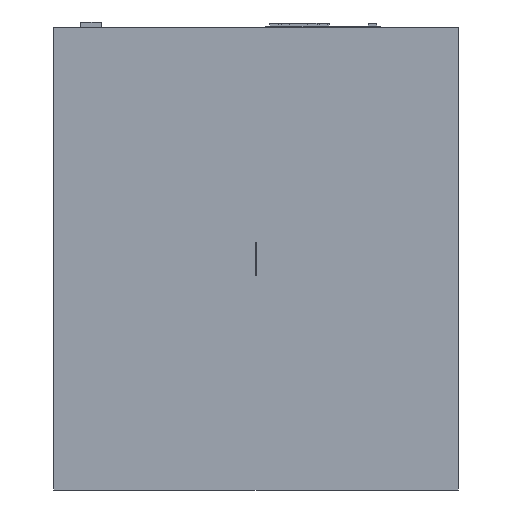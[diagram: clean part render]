
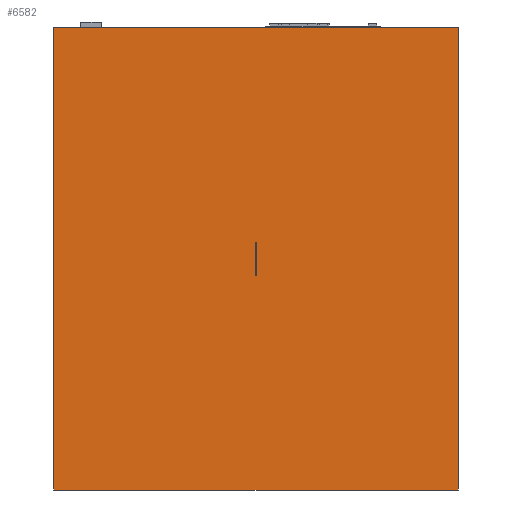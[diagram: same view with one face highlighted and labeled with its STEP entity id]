
A CAD part, front view. The second image highlights one B-rep face of the part: STEP entity #6582.
In plain terms, the highlighted planar face has unit normal (0, -1, 0).
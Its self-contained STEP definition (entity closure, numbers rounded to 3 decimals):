
#6 = CARTESIAN_POINT ( 'NONE',  ( 0., -900., 370.963 ) ) ;
#148 = VECTOR ( 'NONE', #7990, 1000. ) ;
#320 = VERTEX_POINT ( 'NONE', #6 ) ;
#1303 = LINE ( 'NONE', #9677, #10538 ) ;
#1454 = LINE ( 'NONE', #12354, #3818 ) ;
#2206 = EDGE_CURVE ( 'NONE', #7124, #3481, #7396, .T. ) ;
#2726 = VECTOR ( 'NONE', #16902, 1000. ) ;
#2838 = LINE ( 'NONE', #16724, #2726 ) ;
#2896 = CARTESIAN_POINT ( 'NONE',  ( -350., -900., 0. ) ) ;
#3441 = CARTESIAN_POINT ( 'NONE',  ( -350., -900., 800. ) ) ;
#3481 = VERTEX_POINT ( 'NONE', #10854 ) ;
#3818 = VECTOR ( 'NONE', #16336, 1000. ) ;
#4611 = DIRECTION ( 'NONE',  ( 1., 0., 0. ) ) ;
#5235 = VERTEX_POINT ( 'NONE', #5792 ) ;
#5325 = CARTESIAN_POINT ( 'NONE',  ( -1.401, -900., 0. ) ) ;
#5427 = EDGE_LOOP ( 'NONE', ( #8646, #11146, #16617, #15771 ) ) ;
#5792 = CARTESIAN_POINT ( 'NONE',  ( 350., -900., 0. ) ) ;
#5897 = VECTOR ( 'NONE', #13867, 1000. ) ;
#5944 = EDGE_CURVE ( 'NONE', #13534, #5235, #6637, .T. ) ;
#6116 = EDGE_CURVE ( 'NONE', #7997, #320, #2838, .T. ) ;
#6229 = PLANE ( 'NONE',  #9889 ) ;
#6582 = ADVANCED_FACE ( 'NONE', ( #12895, #8932 ), #6229, .F. ) ;
#6637 = LINE ( 'NONE', #10684, #148 ) ;
#6852 = LINE ( 'NONE', #5325, #5897 ) ;
#7089 = VECTOR ( 'NONE', #14282, 1000. ) ;
#7124 = VERTEX_POINT ( 'NONE', #12145 ) ;
#7348 = CARTESIAN_POINT ( 'NONE',  ( -1.401, -900., 370.963 ) ) ;
#7396 = LINE ( 'NONE', #8561, #12726 ) ;
#7990 = DIRECTION ( 'NONE',  ( 0., 0., -1. ) ) ;
#7994 = ORIENTED_EDGE ( 'NONE', *, *, #6116, .F. ) ;
#7997 = VERTEX_POINT ( 'NONE', #7348 ) ;
#8561 = CARTESIAN_POINT ( 'NONE',  ( 0., -900., 429.037 ) ) ;
#8618 = CARTESIAN_POINT ( 'NONE',  ( 0., -900., 0. ) ) ;
#8646 = ORIENTED_EDGE ( 'NONE', *, *, #16264, .T. ) ;
#8932 = FACE_BOUND ( 'NONE', #9749, .T. ) ;
#9212 = ORIENTED_EDGE ( 'NONE', *, *, #12139, .T. ) ;
#9345 = CARTESIAN_POINT ( 'NONE',  ( -350., -900., 800. ) ) ;
#9677 = CARTESIAN_POINT ( 'NONE',  ( -350., -900., 800. ) ) ;
#9749 = EDGE_LOOP ( 'NONE', ( #16293, #9212, #7994, #13884 ) ) ;
#9889 = AXIS2_PLACEMENT_3D ( 'NONE', #3441, #16965, #17312 ) ;
#10538 = VECTOR ( 'NONE', #15172, 1000. ) ;
#10684 = CARTESIAN_POINT ( 'NONE',  ( 350., -900., 800. ) ) ;
#10854 = CARTESIAN_POINT ( 'NONE',  ( 0., -900., 429.037 ) ) ;
#10944 = CARTESIAN_POINT ( 'NONE',  ( 350., -900., 800. ) ) ;
#11146 = ORIENTED_EDGE ( 'NONE', *, *, #5944, .F. ) ;
#11669 = LINE ( 'NONE', #8618, #7089 ) ;
#12067 = CARTESIAN_POINT ( 'NONE',  ( -350., -900., 0. ) ) ;
#12139 = EDGE_CURVE ( 'NONE', #3481, #320, #11669, .T. ) ;
#12145 = CARTESIAN_POINT ( 'NONE',  ( -1.401, -900., 429.037 ) ) ;
#12354 = CARTESIAN_POINT ( 'NONE',  ( -350., -900., 800. ) ) ;
#12726 = VECTOR ( 'NONE', #14644, 1000. ) ;
#12792 = LINE ( 'NONE', #2896, #14863 ) ;
#12895 = FACE_OUTER_BOUND ( 'NONE', #5427, .T. ) ;
#13136 = VERTEX_POINT ( 'NONE', #9345 ) ;
#13534 = VERTEX_POINT ( 'NONE', #10944 ) ;
#13621 = EDGE_CURVE ( 'NONE', #13136, #13534, #1303, .T. ) ;
#13867 = DIRECTION ( 'NONE',  ( 0., 0., 1. ) ) ;
#13884 = ORIENTED_EDGE ( 'NONE', *, *, #14306, .T. ) ;
#14282 = DIRECTION ( 'NONE',  ( 0., 0., -1. ) ) ;
#14306 = EDGE_CURVE ( 'NONE', #7997, #7124, #6852, .T. ) ;
#14644 = DIRECTION ( 'NONE',  ( 1., 0., 0. ) ) ;
#14863 = VECTOR ( 'NONE', #4611, 1000. ) ;
#15172 = DIRECTION ( 'NONE',  ( 1., 0., 0. ) ) ;
#15771 = ORIENTED_EDGE ( 'NONE', *, *, #17264, .T. ) ;
#16264 = EDGE_CURVE ( 'NONE', #17661, #5235, #12792, .T. ) ;
#16293 = ORIENTED_EDGE ( 'NONE', *, *, #2206, .T. ) ;
#16336 = DIRECTION ( 'NONE',  ( 0., 0., -1. ) ) ;
#16617 = ORIENTED_EDGE ( 'NONE', *, *, #13621, .F. ) ;
#16724 = CARTESIAN_POINT ( 'NONE',  ( 0., -900., 370.963 ) ) ;
#16902 = DIRECTION ( 'NONE',  ( 1., 0., 0. ) ) ;
#16965 = DIRECTION ( 'NONE',  ( 0., 1., 0. ) ) ;
#17264 = EDGE_CURVE ( 'NONE', #13136, #17661, #1454, .T. ) ;
#17312 = DIRECTION ( 'NONE',  ( 0., 0., 1. ) ) ;
#17661 = VERTEX_POINT ( 'NONE', #12067 ) ;
